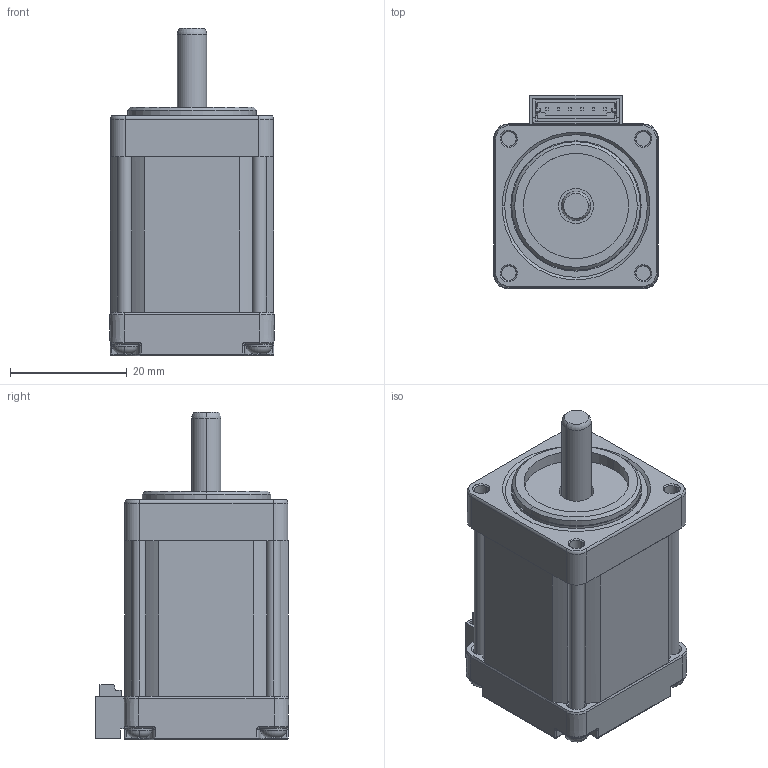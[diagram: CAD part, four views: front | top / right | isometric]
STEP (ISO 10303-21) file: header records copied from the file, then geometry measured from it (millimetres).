
FILE_DESCRIPTION(('Creo Elements/Direct Modeling STEP Export'),'2;1');
FILE_NAME('KV2841.stp','2017-06-07T14:44:39',(''),(''),'PTC Creo Elements/Direct Modeling STEP processor for AP214 (Solid Model)','PTC Creo Elements/Direct Modeling 19.0B 21-Mar-2015 (C) Parametric Technology GmbH','');
FILE_SCHEMA(('AUTOMOTIVE_DESIGN { 1 0 10303 214 1 1 1 1 }'));
Length unit declared in the file: millimetre
Products named in the file (1): Skin_Group1
Bounding box: 28.18 x 33.09 x 56.05 mm (x, y, z)
Volume: 30889.3 mm3; surface area: 9215.8 mm2
Topology: 1 solids, 1 shells, 544 faces, 1445 edges, 906 vertices
Faces by surface type: plane 318, cylinder 126, cone 40, bspline 26, torus 26, sphere 8
Entity records: 21349 total; most frequent: CARTESIAN_POINT 3709, ORIENTED_EDGE 2874, DIRECTION 2615, EDGE_CURVE 1437, VECTOR 947, LINE 947, VERTEX_POINT 906, AXIS2_PLACEMENT_3D 834
